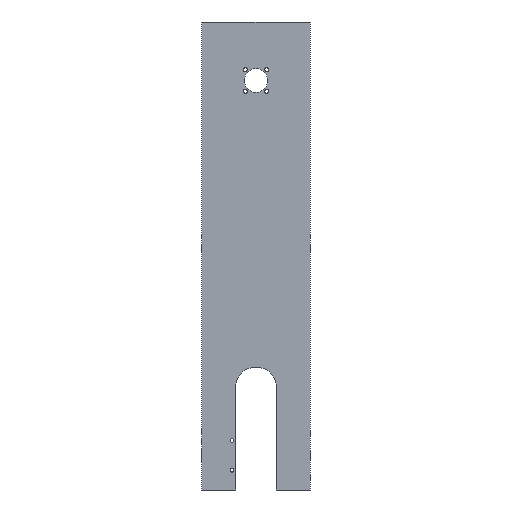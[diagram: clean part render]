
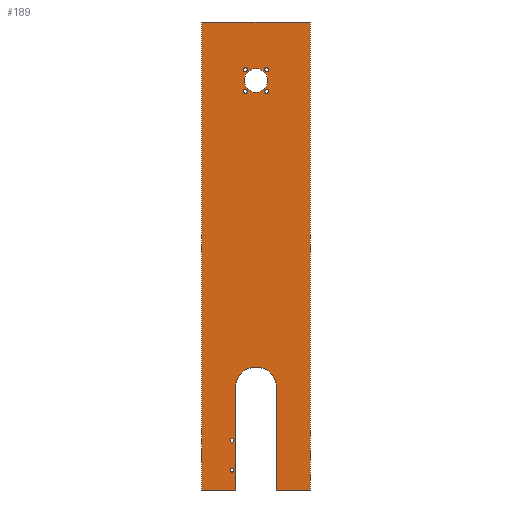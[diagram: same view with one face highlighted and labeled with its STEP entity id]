
A CAD part, front view. The second image highlights one B-rep face of the part: STEP entity #189.
In plain terms, the highlighted planar face has unit normal (0, -1, 0).
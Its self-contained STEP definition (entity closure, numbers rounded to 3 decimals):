
#66=FACE_BOUND('',#254,.T.);
#67=FACE_BOUND('',#255,.T.);
#68=FACE_BOUND('',#256,.T.);
#69=FACE_BOUND('',#257,.T.);
#70=FACE_BOUND('',#258,.T.);
#71=FACE_BOUND('',#259,.T.);
#72=FACE_BOUND('',#260,.T.);
#73=FACE_BOUND('',#261,.T.);
#151=CIRCLE('',#709,1.6);
#152=CIRCLE('',#710,1.6);
#153=CIRCLE('',#711,1.9);
#154=CIRCLE('',#712,1.9);
#155=CIRCLE('',#713,1.9);
#156=CIRCLE('',#714,1.9);
#157=CIRCLE('',#715,10.);
#158=CIRCLE('',#716,17.5);
#189=ADVANCED_FACE('',(#66,#67,#68,#69,#70,#71,#72,#73),#227,.F.);
#227=PLANE('',#717);
#254=EDGE_LOOP('',(#356));
#255=EDGE_LOOP('',(#357));
#256=EDGE_LOOP('',(#358));
#257=EDGE_LOOP('',(#359));
#258=EDGE_LOOP('',(#360));
#259=EDGE_LOOP('',(#361));
#260=EDGE_LOOP('',(#362));
#261=EDGE_LOOP('',(#363,#364,#365,#366,#367,#368,#369,#370));
#356=ORIENTED_EDGE('',*,*,#571,.T.);
#357=ORIENTED_EDGE('',*,*,#572,.T.);
#358=ORIENTED_EDGE('',*,*,#573,.T.);
#359=ORIENTED_EDGE('',*,*,#574,.T.);
#360=ORIENTED_EDGE('',*,*,#575,.T.);
#361=ORIENTED_EDGE('',*,*,#576,.T.);
#362=ORIENTED_EDGE('',*,*,#577,.F.);
#363=ORIENTED_EDGE('',*,*,#578,.F.);
#364=ORIENTED_EDGE('',*,*,#579,.F.);
#365=ORIENTED_EDGE('',*,*,#580,.F.);
#366=ORIENTED_EDGE('',*,*,#581,.T.);
#367=ORIENTED_EDGE('',*,*,#582,.F.);
#368=ORIENTED_EDGE('',*,*,#583,.F.);
#369=ORIENTED_EDGE('',*,*,#568,.T.);
#370=ORIENTED_EDGE('',*,*,#557,.T.);
#492=VERTEX_POINT('',#979);
#494=VERTEX_POINT('',#982);
#504=VERTEX_POINT('',#1004);
#506=VERTEX_POINT('',#1010);
#507=VERTEX_POINT('',#1012);
#508=VERTEX_POINT('',#1014);
#509=VERTEX_POINT('',#1016);
#510=VERTEX_POINT('',#1018);
#511=VERTEX_POINT('',#1020);
#512=VERTEX_POINT('',#1022);
#513=VERTEX_POINT('',#1024);
#514=VERTEX_POINT('',#1026);
#515=VERTEX_POINT('',#1028);
#516=VERTEX_POINT('',#1030);
#517=VERTEX_POINT('',#1032);
#557=EDGE_CURVE('',#494,#492,#633,.T.);
#568=EDGE_CURVE('',#504,#494,#638,.T.);
#571=EDGE_CURVE('',#506,#506,#151,.T.);
#572=EDGE_CURVE('',#507,#507,#152,.T.);
#573=EDGE_CURVE('',#508,#508,#153,.T.);
#574=EDGE_CURVE('',#509,#509,#154,.T.);
#575=EDGE_CURVE('',#510,#510,#155,.T.);
#576=EDGE_CURVE('',#511,#511,#156,.T.);
#577=EDGE_CURVE('',#512,#512,#157,.T.);
#578=EDGE_CURVE('',#513,#492,#641,.T.);
#579=EDGE_CURVE('',#514,#513,#158,.T.);
#580=EDGE_CURVE('',#515,#514,#642,.T.);
#581=EDGE_CURVE('',#515,#516,#643,.T.);
#582=EDGE_CURVE('',#517,#516,#644,.T.);
#583=EDGE_CURVE('',#504,#517,#645,.T.);
#633=LINE('',#981,#667);
#638=LINE('',#1003,#672);
#641=LINE('',#1023,#675);
#642=LINE('',#1027,#676);
#643=LINE('',#1029,#677);
#644=LINE('',#1031,#678);
#645=LINE('',#1033,#679);
#667=VECTOR('',#784,1.);
#672=VECTOR('',#803,1.);
#675=VECTOR('',#822,1.);
#676=VECTOR('',#825,1.);
#677=VECTOR('',#826,1.);
#678=VECTOR('',#827,1.);
#679=VECTOR('',#828,1.);
#709=AXIS2_PLACEMENT_3D('',#1009,#808,#809);
#710=AXIS2_PLACEMENT_3D('',#1011,#810,#811);
#711=AXIS2_PLACEMENT_3D('',#1013,#812,#813);
#712=AXIS2_PLACEMENT_3D('',#1015,#814,#815);
#713=AXIS2_PLACEMENT_3D('',#1017,#816,#817);
#714=AXIS2_PLACEMENT_3D('',#1019,#818,#819);
#715=AXIS2_PLACEMENT_3D('',#1021,#820,#821);
#716=AXIS2_PLACEMENT_3D('',#1025,#823,#824);
#717=AXIS2_PLACEMENT_3D('',#1034,#829,#830);
#784=DIRECTION('',(1.,0.,0.));
#803=DIRECTION('',(0.,0.,-1.));
#808=DIRECTION('',(0.,1.,0.));
#809=DIRECTION('',(0.,0.,1.));
#810=DIRECTION('',(0.,1.,0.));
#811=DIRECTION('',(0.,0.,1.));
#812=DIRECTION('',(0.,1.,0.));
#813=DIRECTION('',(0.,0.,1.));
#814=DIRECTION('',(0.,1.,0.));
#815=DIRECTION('',(0.,0.,1.));
#816=DIRECTION('',(0.,1.,0.));
#817=DIRECTION('',(0.,0.,1.));
#818=DIRECTION('',(0.,1.,0.));
#819=DIRECTION('',(0.,0.,1.));
#820=DIRECTION('',(0.,-1.,0.));
#821=DIRECTION('',(1.,0.,0.));
#822=DIRECTION('',(0.,0.,-1.));
#823=DIRECTION('',(0.,-1.,0.));
#824=DIRECTION('',(0.,0.,1.));
#825=DIRECTION('',(0.,0.,1.));
#826=DIRECTION('',(1.,0.,0.));
#827=DIRECTION('',(0.,0.,-1.));
#828=DIRECTION('',(1.,0.,0.));
#829=DIRECTION('',(0.,1.,0.));
#830=DIRECTION('',(0.,0.,1.));
#979=CARTESIAN_POINT('',(29.,-15.,100.));
#981=CARTESIAN_POINT('',(0.,-15.,100.));
#982=CARTESIAN_POINT('',(0.,-15.,100.));
#1003=CARTESIAN_POINT('',(0.,-15.,500.));
#1004=CARTESIAN_POINT('',(0.,-15.,500.));
#1009=CARTESIAN_POINT('',(26.,-15.,116.882));
#1010=CARTESIAN_POINT('',(26.,-15.,118.482));
#1011=CARTESIAN_POINT('',(26.,-15.,142.282));
#1012=CARTESIAN_POINT('',(26.,-15.,143.882));
#1013=CARTESIAN_POINT('',(55.692,-15.,459.192));
#1014=CARTESIAN_POINT('',(55.692,-15.,461.092));
#1015=CARTESIAN_POINT('',(55.692,-15.,440.808));
#1016=CARTESIAN_POINT('',(55.692,-15.,442.708));
#1017=CARTESIAN_POINT('',(37.308,-15.,459.192));
#1018=CARTESIAN_POINT('',(37.308,-15.,461.092));
#1019=CARTESIAN_POINT('',(37.308,-15.,440.808));
#1020=CARTESIAN_POINT('',(37.308,-15.,442.708));
#1021=CARTESIAN_POINT('',(46.5,-15.,450.));
#1022=CARTESIAN_POINT('',(56.5,-15.,450.));
#1023=CARTESIAN_POINT('',(29.,-15.,500.));
#1024=CARTESIAN_POINT('',(29.,-15.,187.5));
#1025=CARTESIAN_POINT('',(46.5,-15.,187.5));
#1026=CARTESIAN_POINT('',(64.,-15.,187.5));
#1027=CARTESIAN_POINT('',(64.,-15.,500.));
#1028=CARTESIAN_POINT('',(64.,-15.,100.));
#1029=CARTESIAN_POINT('',(0.,-15.,100.));
#1030=CARTESIAN_POINT('',(93.,-15.,100.));
#1031=CARTESIAN_POINT('',(93.,-15.,500.));
#1032=CARTESIAN_POINT('',(93.,-15.,500.));
#1033=CARTESIAN_POINT('',(0.,-15.,500.));
#1034=CARTESIAN_POINT('',(0.,-15.,500.));
